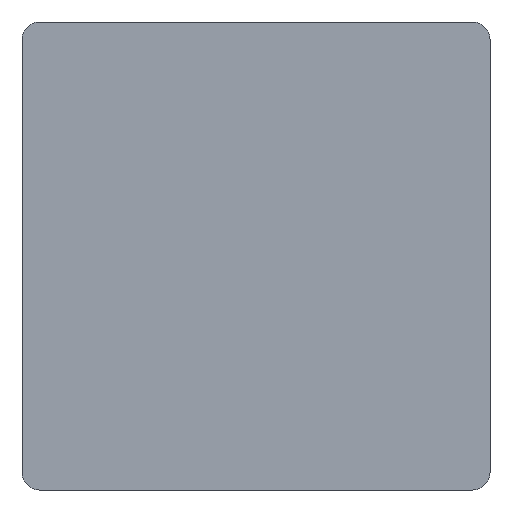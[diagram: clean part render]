
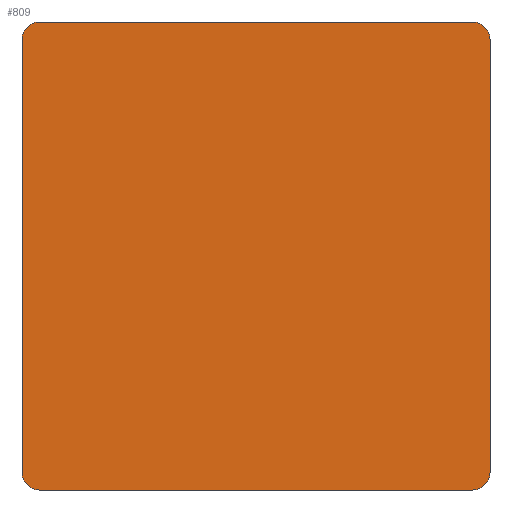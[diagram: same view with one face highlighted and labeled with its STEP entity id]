
A CAD part, front view. The second image highlights one B-rep face of the part: STEP entity #809.
In plain terms, the highlighted planar face has unit normal (0, -1, 0).
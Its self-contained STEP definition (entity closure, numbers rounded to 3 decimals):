
#9 = EDGE_CURVE ( 'NONE', #85, #1402, #287, .T. ) ;
#22 = CIRCLE ( 'NONE', #100, 5. ) ;
#85 = VERTEX_POINT ( 'NONE', #1287 ) ;
#100 = AXIS2_PLACEMENT_3D ( 'NONE', #1305, #181, #2233 ) ;
#131 = CIRCLE ( 'NONE', #1796, 5. ) ;
#157 = CARTESIAN_POINT ( 'NONE',  ( 67.5, 0., -62.5 ) ) ;
#175 = LINE ( 'NONE', #2226, #223 ) ;
#176 = ORIENTED_EDGE ( 'NONE', *, *, #228, .T. ) ;
#181 = DIRECTION ( 'NONE',  ( 0., -1., 0. ) ) ;
#193 = VERTEX_POINT ( 'NONE', #816 ) ;
#201 = VERTEX_POINT ( 'NONE', #1347 ) ;
#223 = VECTOR ( 'NONE', #920, 1000. ) ;
#226 = PLANE ( 'NONE',  #2120 ) ;
#228 = EDGE_CURVE ( 'NONE', #577, #201, #131, .T. ) ;
#287 = CIRCLE ( 'NONE', #834, 5. ) ;
#304 = EDGE_CURVE ( 'NONE', #1414, #1402, #1055, .T. ) ;
#519 = VECTOR ( 'NONE', #603, 1000. ) ;
#524 = DIRECTION ( 'NONE',  ( 0., 0., -1. ) ) ;
#564 = ORIENTED_EDGE ( 'NONE', *, *, #2291, .F. ) ;
#577 = VERTEX_POINT ( 'NONE', #1355 ) ;
#584 = LINE ( 'NONE', #2288, #1821 ) ;
#588 = ORIENTED_EDGE ( 'NONE', *, *, #2306, .T. ) ;
#603 = DIRECTION ( 'NONE',  ( 1., 0., 0. ) ) ;
#662 = ORIENTED_EDGE ( 'NONE', *, *, #9, .T. ) ;
#809 = ADVANCED_FACE ( 'NONE', ( #981 ), #226, .T. ) ;
#816 = CARTESIAN_POINT ( 'NONE',  ( -67.5, 0., -62.5 ) ) ;
#834 = AXIS2_PLACEMENT_3D ( 'NONE', #1875, #1137, #1509 ) ;
#920 = DIRECTION ( 'NONE',  ( -1., 0., 0. ) ) ;
#930 = ORIENTED_EDGE ( 'NONE', *, *, #1862, .F. ) ;
#931 = CARTESIAN_POINT ( 'NONE',  ( -62.5, 0., -62.5 ) ) ;
#981 = FACE_OUTER_BOUND ( 'NONE', #1560, .T. ) ;
#1013 = DIRECTION ( 'NONE',  ( 0., -1., 0. ) ) ;
#1047 = AXIS2_PLACEMENT_3D ( 'NONE', #931, #1091, #524 ) ;
#1055 = LINE ( 'NONE', #1797, #2075 ) ;
#1085 = CARTESIAN_POINT ( 'NONE',  ( 67.5, 0., 62.5 ) ) ;
#1091 = DIRECTION ( 'NONE',  ( 0., -1., 0. ) ) ;
#1137 = DIRECTION ( 'NONE',  ( 0., -1., 0. ) ) ;
#1212 = ORIENTED_EDGE ( 'NONE', *, *, #304, .F. ) ;
#1278 = VERTEX_POINT ( 'NONE', #2320 ) ;
#1287 = CARTESIAN_POINT ( 'NONE',  ( 62.5, 0., -67.5 ) ) ;
#1305 = CARTESIAN_POINT ( 'NONE',  ( 62.5, 0., 62.5 ) ) ;
#1347 = CARTESIAN_POINT ( 'NONE',  ( -67.5, 0., 62.5 ) ) ;
#1355 = CARTESIAN_POINT ( 'NONE',  ( -62.5, 0., 67.5 ) ) ;
#1358 = CARTESIAN_POINT ( 'NONE',  ( -62.5, 0., 62.5 ) ) ;
#1402 = VERTEX_POINT ( 'NONE', #157 ) ;
#1414 = VERTEX_POINT ( 'NONE', #1085 ) ;
#1424 = EDGE_CURVE ( 'NONE', #1414, #1781, #22, .T. ) ;
#1490 = DIRECTION ( 'NONE',  ( 0., 0., -1. ) ) ;
#1509 = DIRECTION ( 'NONE',  ( 0., 0., -1. ) ) ;
#1521 = ORIENTED_EDGE ( 'NONE', *, *, #2382, .F. ) ;
#1560 = EDGE_LOOP ( 'NONE', ( #930, #588, #564, #662, #1212, #2332, #1521, #176 ) ) ;
#1614 = DIRECTION ( 'NONE',  ( 0., 0., -1. ) ) ;
#1673 = CARTESIAN_POINT ( 'NONE',  ( -67.5, 0., 67.5 ) ) ;
#1773 = CIRCLE ( 'NONE', #1047, 5. ) ;
#1781 = VERTEX_POINT ( 'NONE', #1992 ) ;
#1796 = AXIS2_PLACEMENT_3D ( 'NONE', #1358, #1013, #2327 ) ;
#1797 = CARTESIAN_POINT ( 'NONE',  ( 67.5, 0., 67.5 ) ) ;
#1821 = VECTOR ( 'NONE', #2089, 1000. ) ;
#1862 = EDGE_CURVE ( 'NONE', #193, #201, #584, .T. ) ;
#1875 = CARTESIAN_POINT ( 'NONE',  ( 62.5, 0., -62.5 ) ) ;
#1894 = CARTESIAN_POINT ( 'NONE',  ( 0., 0., 0. ) ) ;
#1992 = CARTESIAN_POINT ( 'NONE',  ( 62.5, 0., 67.5 ) ) ;
#2072 = LINE ( 'NONE', #1673, #519 ) ;
#2075 = VECTOR ( 'NONE', #1614, 1000. ) ;
#2089 = DIRECTION ( 'NONE',  ( 0., 0., 1. ) ) ;
#2120 = AXIS2_PLACEMENT_3D ( 'NONE', #1894, #2279, #1490 ) ;
#2226 = CARTESIAN_POINT ( 'NONE',  ( -67.5, 0., -67.5 ) ) ;
#2233 = DIRECTION ( 'NONE',  ( 0., 0., -1. ) ) ;
#2279 = DIRECTION ( 'NONE',  ( 0., -1., 0. ) ) ;
#2288 = CARTESIAN_POINT ( 'NONE',  ( -67.5, 0., 67.5 ) ) ;
#2291 = EDGE_CURVE ( 'NONE', #85, #1278, #175, .T. ) ;
#2306 = EDGE_CURVE ( 'NONE', #193, #1278, #1773, .T. ) ;
#2320 = CARTESIAN_POINT ( 'NONE',  ( -62.5, 0., -67.5 ) ) ;
#2327 = DIRECTION ( 'NONE',  ( 0., 0., -1. ) ) ;
#2332 = ORIENTED_EDGE ( 'NONE', *, *, #1424, .T. ) ;
#2382 = EDGE_CURVE ( 'NONE', #577, #1781, #2072, .T. ) ;
